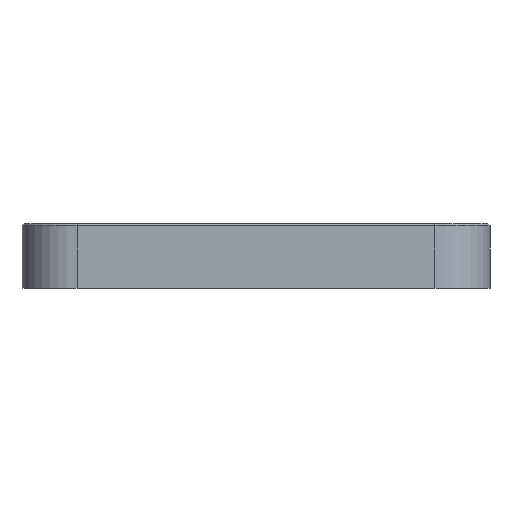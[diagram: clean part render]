
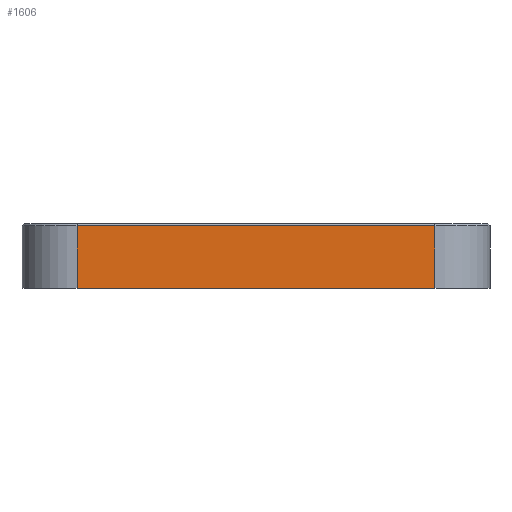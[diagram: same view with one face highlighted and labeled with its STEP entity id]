
A CAD part, left-side view. The second image highlights one B-rep face of the part: STEP entity #1606.
In plain terms, the highlighted planar face has unit normal (-1, 0, 0).
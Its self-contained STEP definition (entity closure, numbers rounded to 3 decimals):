
#163=LINE('',#2622,#321);
#164=LINE('',#2628,#322);
#165=LINE('',#2631,#323);
#166=LINE('',#2632,#324);
#321=VECTOR('',#2089,1000.);
#322=VECTOR('',#2096,1000.);
#323=VECTOR('',#2097,1000.);
#324=VECTOR('',#2098,1000.);
#568=ORIENTED_EDGE('',*,*,#975,.F.);
#569=ORIENTED_EDGE('',*,*,#976,.T.);
#570=ORIENTED_EDGE('',*,*,#972,.T.);
#571=ORIENTED_EDGE('',*,*,#977,.T.);
#972=EDGE_CURVE('',#1168,#1169,#163,.T.);
#975=EDGE_CURVE('',#1170,#1171,#164,.T.);
#976=EDGE_CURVE('',#1170,#1168,#165,.T.);
#977=EDGE_CURVE('',#1169,#1171,#166,.T.);
#1168=VERTEX_POINT('',#2623);
#1169=VERTEX_POINT('',#2624);
#1170=VERTEX_POINT('',#2629);
#1171=VERTEX_POINT('',#2630);
#1320=EDGE_LOOP('',(#568,#569,#570,#571));
#1438=FACE_BOUND('',#1320,.T.);
#1541=PLANE('',#1745);
#1606=ADVANCED_FACE('',(#1438),#1541,.F.);
#1745=AXIS2_PLACEMENT_3D('',#2627,#2094,#2095);
#2089=DIRECTION('',(0.,0.,-1.));
#2094=DIRECTION('',(1.,0.,0.));
#2095=DIRECTION('',(0.,1.,0.));
#2096=DIRECTION('',(0.,0.,-1.));
#2097=DIRECTION('',(0.,1.,0.));
#2098=DIRECTION('',(0.,-1.,0.));
#2622=CARTESIAN_POINT('',(-50.,32.5,16.));
#2623=CARTESIAN_POINT('',(-50.,32.5,15.6));
#2624=CARTESIAN_POINT('',(-50.,32.5,4.2));
#2627=CARTESIAN_POINT('',(-50.,0.,16.));
#2628=CARTESIAN_POINT('',(-50.,-32.5,16.));
#2629=CARTESIAN_POINT('',(-50.,-32.5,15.6));
#2630=CARTESIAN_POINT('',(-50.,-32.5,4.2));
#2631=CARTESIAN_POINT('',(-50.,32.5,15.6));
#2632=CARTESIAN_POINT('',(-50.,0.,4.2));
